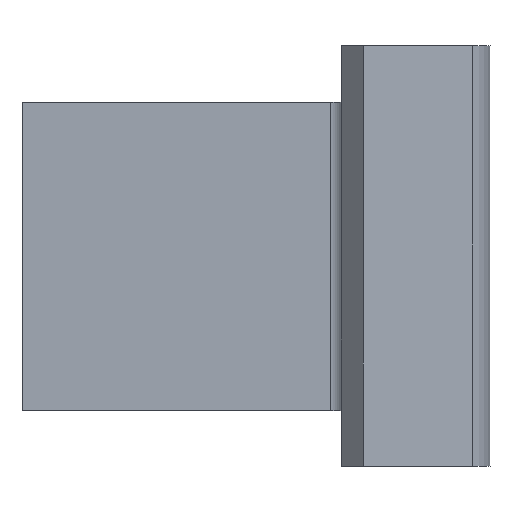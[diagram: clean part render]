
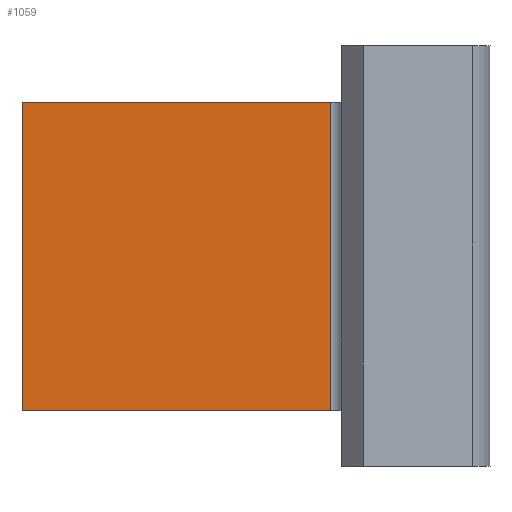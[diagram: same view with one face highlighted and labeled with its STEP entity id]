
A CAD part, top view. The second image highlights one B-rep face of the part: STEP entity #1059.
In plain terms, the highlighted planar face has unit normal (0, 0, 1).
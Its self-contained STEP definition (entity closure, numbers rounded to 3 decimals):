
#654 = CYLINDRICAL_SURFACE('',#655,1.);
#655 = AXIS2_PLACEMENT_3D('',#656,#657,#658);
#656 = CARTESIAN_POINT('',(10.,10.,3.));
#657 = DIRECTION('',(0.,-1.,0.));
#658 = DIRECTION('',(0.,0.,-1.));
#793 = VERTEX_POINT('',#794);
#794 = CARTESIAN_POINT('',(10.,10.,2.));
#830 = PLANE('',#831);
#831 = AXIS2_PLACEMENT_3D('',#832,#833,#834);
#832 = CARTESIAN_POINT('',(-10.,10.,0.));
#833 = DIRECTION('',(0.,1.,0.));
#834 = DIRECTION('',(1.,0.,0.));
#848 = VERTEX_POINT('',#849);
#849 = CARTESIAN_POINT('',(10.,-10.,2.));
#871 = EDGE_CURVE('',#793,#848,#872,.T.);
#872 = SURFACE_CURVE('',#873,(#877,#884),.PCURVE_S1.);
#873 = LINE('',#874,#875);
#874 = CARTESIAN_POINT('',(10.,10.,2.));
#875 = VECTOR('',#876,1.);
#876 = DIRECTION('',(0.,-1.,0.));
#877 = PCURVE('',#654,#878);
#878 = DEFINITIONAL_REPRESENTATION('',(#879),#883);
#879 = LINE('',#880,#881);
#880 = CARTESIAN_POINT('',(0.,0.));
#881 = VECTOR('',#882,1.);
#882 = DIRECTION('',(0.,1.));
#883 = ( GEOMETRIC_REPRESENTATION_CONTEXT(2) 
PARAMETRIC_REPRESENTATION_CONTEXT() REPRESENTATION_CONTEXT('2D SPACE',''
  ) );
#884 = PCURVE('',#885,#890);
#885 = PLANE('',#886);
#886 = AXIS2_PLACEMENT_3D('',#887,#888,#889);
#887 = CARTESIAN_POINT('',(0.,0.,2.));
#888 = DIRECTION('',(-0.,-0.,-1.));
#889 = DIRECTION('',(-1.,0.,0.));
#890 = DEFINITIONAL_REPRESENTATION('',(#891),#895);
#891 = LINE('',#892,#893);
#892 = CARTESIAN_POINT('',(-10.,10.));
#893 = VECTOR('',#894,1.);
#894 = DIRECTION('',(0.,-1.));
#895 = ( GEOMETRIC_REPRESENTATION_CONTEXT(2) 
PARAMETRIC_REPRESENTATION_CONTEXT() REPRESENTATION_CONTEXT('2D SPACE',''
  ) );
#940 = PLANE('',#941);
#941 = AXIS2_PLACEMENT_3D('',#942,#943,#944);
#942 = CARTESIAN_POINT('',(10.,-10.,0.));
#943 = DIRECTION('',(0.,-1.,0.));
#944 = DIRECTION('',(-1.,0.,0.));
#990 = VERTEX_POINT('',#991);
#991 = CARTESIAN_POINT('',(-10.,10.,2.));
#1005 = PLANE('',#1006);
#1006 = AXIS2_PLACEMENT_3D('',#1007,#1008,#1009);
#1007 = CARTESIAN_POINT('',(-10.,-10.,0.));
#1008 = DIRECTION('',(-1.,0.,0.));
#1009 = DIRECTION('',(0.,1.,0.));
#1017 = EDGE_CURVE('',#990,#793,#1018,.T.);
#1018 = SURFACE_CURVE('',#1019,(#1023,#1030),.PCURVE_S1.);
#1019 = LINE('',#1020,#1021);
#1020 = CARTESIAN_POINT('',(-10.,10.,2.));
#1021 = VECTOR('',#1022,1.);
#1022 = DIRECTION('',(1.,0.,0.));
#1023 = PCURVE('',#830,#1024);
#1024 = DEFINITIONAL_REPRESENTATION('',(#1025),#1029);
#1025 = LINE('',#1026,#1027);
#1026 = CARTESIAN_POINT('',(0.,-2.));
#1027 = VECTOR('',#1028,1.);
#1028 = DIRECTION('',(1.,0.));
#1029 = ( GEOMETRIC_REPRESENTATION_CONTEXT(2) 
PARAMETRIC_REPRESENTATION_CONTEXT() REPRESENTATION_CONTEXT('2D SPACE',''
  ) );
#1030 = PCURVE('',#885,#1031);
#1031 = DEFINITIONAL_REPRESENTATION('',(#1032),#1036);
#1032 = LINE('',#1033,#1034);
#1033 = CARTESIAN_POINT('',(10.,10.));
#1034 = VECTOR('',#1035,1.);
#1035 = DIRECTION('',(-1.,0.));
#1036 = ( GEOMETRIC_REPRESENTATION_CONTEXT(2) 
PARAMETRIC_REPRESENTATION_CONTEXT() REPRESENTATION_CONTEXT('2D SPACE',''
  ) );
#1059 = ADVANCED_FACE('',(#1060),#885,.F.);
#1060 = FACE_BOUND('',#1061,.F.);
#1061 = EDGE_LOOP('',(#1062,#1063,#1064,#1087));
#1062 = ORIENTED_EDGE('',*,*,#1017,.T.);
#1063 = ORIENTED_EDGE('',*,*,#871,.T.);
#1064 = ORIENTED_EDGE('',*,*,#1065,.T.);
#1065 = EDGE_CURVE('',#848,#1066,#1068,.T.);
#1066 = VERTEX_POINT('',#1067);
#1067 = CARTESIAN_POINT('',(-10.,-10.,2.));
#1068 = SURFACE_CURVE('',#1069,(#1073,#1080),.PCURVE_S1.);
#1069 = LINE('',#1070,#1071);
#1070 = CARTESIAN_POINT('',(10.,-10.,2.));
#1071 = VECTOR('',#1072,1.);
#1072 = DIRECTION('',(-1.,0.,0.));
#1073 = PCURVE('',#885,#1074);
#1074 = DEFINITIONAL_REPRESENTATION('',(#1075),#1079);
#1075 = LINE('',#1076,#1077);
#1076 = CARTESIAN_POINT('',(-10.,-10.));
#1077 = VECTOR('',#1078,1.);
#1078 = DIRECTION('',(1.,0.));
#1079 = ( GEOMETRIC_REPRESENTATION_CONTEXT(2) 
PARAMETRIC_REPRESENTATION_CONTEXT() REPRESENTATION_CONTEXT('2D SPACE',''
  ) );
#1080 = PCURVE('',#940,#1081);
#1081 = DEFINITIONAL_REPRESENTATION('',(#1082),#1086);
#1082 = LINE('',#1083,#1084);
#1083 = CARTESIAN_POINT('',(0.,-2.));
#1084 = VECTOR('',#1085,1.);
#1085 = DIRECTION('',(1.,0.));
#1086 = ( GEOMETRIC_REPRESENTATION_CONTEXT(2) 
PARAMETRIC_REPRESENTATION_CONTEXT() REPRESENTATION_CONTEXT('2D SPACE',''
  ) );
#1087 = ORIENTED_EDGE('',*,*,#1088,.T.);
#1088 = EDGE_CURVE('',#1066,#990,#1089,.T.);
#1089 = SURFACE_CURVE('',#1090,(#1094,#1101),.PCURVE_S1.);
#1090 = LINE('',#1091,#1092);
#1091 = CARTESIAN_POINT('',(-10.,-10.,2.));
#1092 = VECTOR('',#1093,1.);
#1093 = DIRECTION('',(0.,1.,0.));
#1094 = PCURVE('',#885,#1095);
#1095 = DEFINITIONAL_REPRESENTATION('',(#1096),#1100);
#1096 = LINE('',#1097,#1098);
#1097 = CARTESIAN_POINT('',(10.,-10.));
#1098 = VECTOR('',#1099,1.);
#1099 = DIRECTION('',(0.,1.));
#1100 = ( GEOMETRIC_REPRESENTATION_CONTEXT(2) 
PARAMETRIC_REPRESENTATION_CONTEXT() REPRESENTATION_CONTEXT('2D SPACE',''
  ) );
#1101 = PCURVE('',#1005,#1102);
#1102 = DEFINITIONAL_REPRESENTATION('',(#1103),#1107);
#1103 = LINE('',#1104,#1105);
#1104 = CARTESIAN_POINT('',(0.,-2.));
#1105 = VECTOR('',#1106,1.);
#1106 = DIRECTION('',(1.,0.));
#1107 = ( GEOMETRIC_REPRESENTATION_CONTEXT(2) 
PARAMETRIC_REPRESENTATION_CONTEXT() REPRESENTATION_CONTEXT('2D SPACE',''
  ) );
